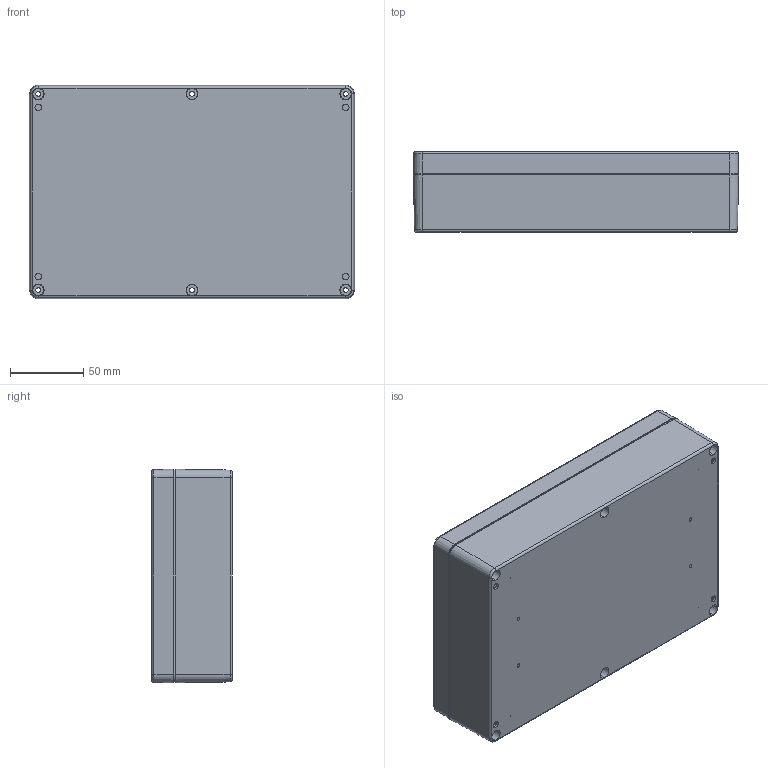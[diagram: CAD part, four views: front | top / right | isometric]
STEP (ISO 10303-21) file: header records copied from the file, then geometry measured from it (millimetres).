
FILE_DESCRIPTION (( 'STEP AP214' ), '1' );
FILE_NAME ('D46F6204-E233-4338-B916-343E43CB5E6D.STEP', '2025-07-26T20:25:08', ( '' ), ( '' ), 'SwSTEP 2.0', 'SolidWorks 2022', '' );
FILE_SCHEMA (( 'AUTOMOTIVE_DESIGN' ));
Length unit declared in the file: millimetre
Products named in the file (1): D46F6204-E233-4338-B916-343E43CB5E6D
Bounding box: 222 x 55 x 146 mm (x, y, z)
Volume: 282117.3 mm3; surface area: 229949.2 mm2
Topology: 3 solids, 3 shells, 684 faces, 1811 edges, 1154 vertices
Faces by surface type: plane 271, cone 175, cylinder 172, bspline 58, torus 8
Entity records: 29741 total; most frequent: CARTESIAN_POINT 5358, ORIENTED_EDGE 3570, DIRECTION 3515, EDGE_CURVE 1785, AXIS2_PLACEMENT_3D 1275, VERTEX_POINT 1154, VECTOR 965, LINE 965
